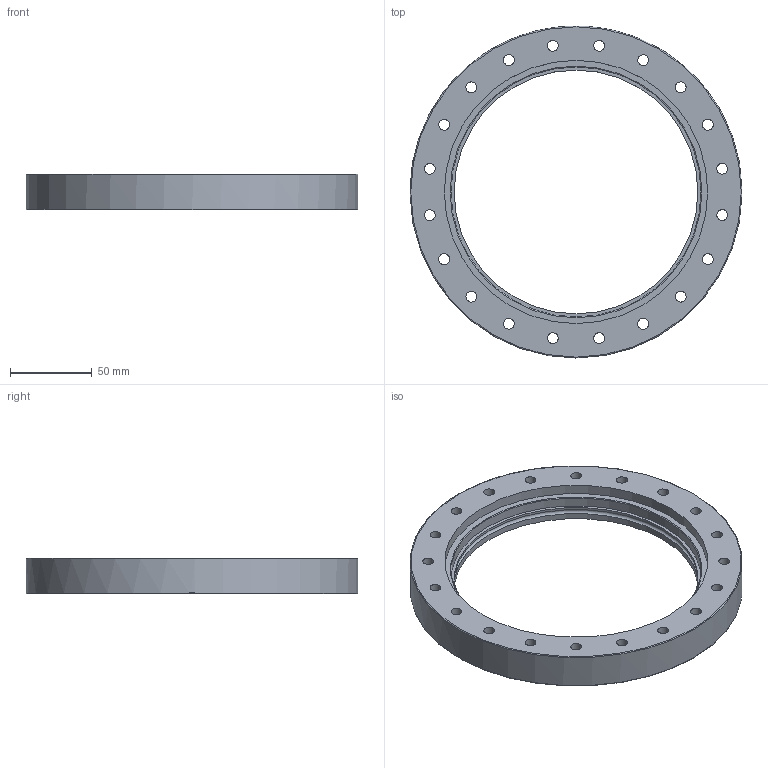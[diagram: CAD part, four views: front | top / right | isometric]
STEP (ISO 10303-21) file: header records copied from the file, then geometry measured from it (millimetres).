
FILE_DESCRIPTION((''),'2;1');
FILE_NAME('F150RB152T-316LNS.stp','2009-03-13T09:00:57',('hasers'),(''),'Autodesk Inventor 2008','Autodesk Inventor 2008','');
FILE_SCHEMA(('AUTOMOTIVE_DESIGN { 1 0 10303 214 1 1 1 1 }'));
Length unit declared in the file: millimetre
Products named in the file (4): F150RB152T-316LNS; i-F150RB152T-316LNS; CF-R [Subject [Summary]=-316LNS][Title [Summary]=F150ROT]; CF-R [Subject [Summary]=-316LNS][Title [Summary]=F150RIB152]
Assembly tree (3 placements, depth 3):
  F150RB152T-316LNS
    i-F150RB152T-316LNS
      CF-R [Subject [Summary]=-316LNS][Title [Summary]=F150ROT]
      CF-R [Subject [Summary]=-316LNS][Title [Summary]=F150RIB152]
Bounding box: 203 x 203 x 22 mm (x, y, z)
Volume: 279713.6 mm3; surface area: 84043.2 mm2
Topology: 2 solids, 2 shells, 49 faces, 143 edges, 99 vertices
Faces by surface type: bspline 28, torus 8, cylinder 5, plane 5, cone 3
Full cylindrical faces by diameter (mm): 171.3 x1, 172.1 x1, 203 x1
Entity records: 1896 total; most frequent: CARTESIAN_POINT 778, DIRECTION 196, ORIENTED_EDGE 160, EDGE_LOOP 132, AXIS2_PLACEMENT_3D 96, FACE_BOUND 83, EDGE_CURVE 80, VERTEX_POINT 74
